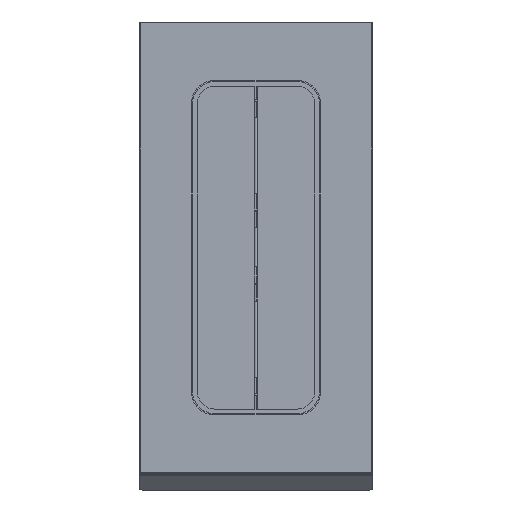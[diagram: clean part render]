
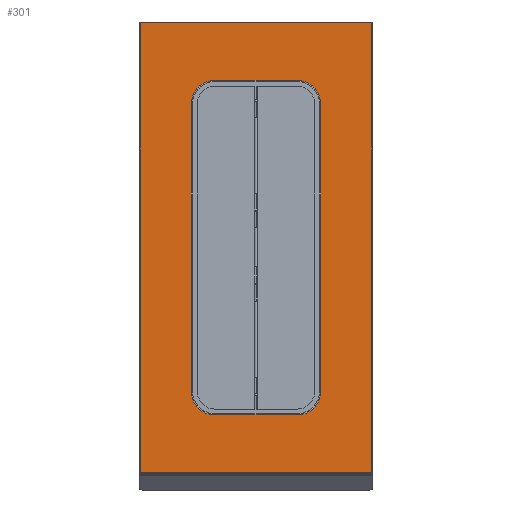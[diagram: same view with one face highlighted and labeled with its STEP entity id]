
A CAD part, left-side view. The second image highlights one B-rep face of the part: STEP entity #301.
In plain terms, the highlighted planar face has unit normal (-1, 0, 0).
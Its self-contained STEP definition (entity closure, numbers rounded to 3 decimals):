
#301=ADVANCED_FACE('',(#740,#741),#742,.T.);
#740=FACE_BOUND('',#1283,.T.);
#741=FACE_OUTER_BOUND('',#1284,.T.);
#742=PLANE('',#1285);
#1283=EDGE_LOOP('',(#2905,#2906,#2907,#2908,#2909,#2910,#2911,#2912));
#1284=EDGE_LOOP('',(#2913,#2914,#2915,#2916));
#1285=AXIS2_PLACEMENT_3D('',#2917,#2918,#2919);
#2905=ORIENTED_EDGE('',*,*,#4247,.T.);
#2906=ORIENTED_EDGE('',*,*,#4245,.T.);
#2907=ORIENTED_EDGE('',*,*,#4243,.T.);
#2908=ORIENTED_EDGE('',*,*,#4241,.T.);
#2909=ORIENTED_EDGE('',*,*,#4239,.T.);
#2910=ORIENTED_EDGE('',*,*,#4237,.T.);
#2911=ORIENTED_EDGE('',*,*,#4235,.T.);
#2912=ORIENTED_EDGE('',*,*,#4233,.T.);
#2913=ORIENTED_EDGE('',*,*,#4248,.F.);
#2914=ORIENTED_EDGE('',*,*,#4043,.F.);
#2915=ORIENTED_EDGE('',*,*,#4046,.F.);
#2916=ORIENTED_EDGE('',*,*,#4039,.F.);
#2917=CARTESIAN_POINT('',(121.0,-10.21,-15.127));
#2918=DIRECTION('',(-1.0,0.0,0.0));
#2919=DIRECTION('',(0.0,-1.0,0.0));
#4039=EDGE_CURVE('',#4974,#4976,#4977,.T.);
#4043=EDGE_CURVE('',#4981,#4983,#4984,.T.);
#4046=EDGE_CURVE('',#4976,#4981,#4987,.T.);
#4233=EDGE_CURVE('',#5307,#5305,#5308,.T.);
#4235=EDGE_CURVE('',#5310,#5307,#5311,.T.);
#4237=EDGE_CURVE('',#5313,#5310,#5314,.T.);
#4239=EDGE_CURVE('',#5316,#5313,#5317,.T.);
#4241=EDGE_CURVE('',#5319,#5316,#5320,.T.);
#4243=EDGE_CURVE('',#5322,#5319,#5323,.T.);
#4245=EDGE_CURVE('',#5325,#5322,#5326,.T.);
#4247=EDGE_CURVE('',#5305,#5325,#5328,.T.);
#4248=EDGE_CURVE('',#4983,#4974,#5329,.T.);
#4974=VERTEX_POINT('',#6409);
#4976=VERTEX_POINT('',#6411);
#4977=LINE('',#6412,#6413);
#4981=VERTEX_POINT('',#6418);
#4983=VERTEX_POINT('',#6420);
#4984=LINE('',#6421,#6422);
#4987=LINE('',#6426,#6427);
#5305=VERTEX_POINT('',#6880);
#5307=VERTEX_POINT('',#6883);
#5308=CIRCLE('',#6884,15.0);
#5310=VERTEX_POINT('',#6887);
#5311=LINE('',#6888,#6889);
#5313=VERTEX_POINT('',#6892);
#5314=CIRCLE('',#6893,15.0);
#5316=VERTEX_POINT('',#6896);
#5317=LINE('',#6897,#6898);
#5319=VERTEX_POINT('',#6901);
#5320=CIRCLE('',#6902,15.0);
#5322=VERTEX_POINT('',#6905);
#5323=LINE('',#6906,#6907);
#5325=VERTEX_POINT('',#6910);
#5326=CIRCLE('',#6911,15.0);
#5328=LINE('',#6914,#6915);
#5329=LINE('',#6916,#6917);
#6409=CARTESIAN_POINT('',(121.0,74.5,-144.5));
#6411=CARTESIAN_POINT('',(121.0,74.5,144.5));
#6412=CARTESIAN_POINT('',(121.0,74.5,-81.512));
#6413=VECTOR('',#8052,1.0);
#6418=CARTESIAN_POINT('',(121.0,-74.5,144.5));
#6420=CARTESIAN_POINT('',(121.0,-74.5,-144.5));
#6421=CARTESIAN_POINT('',(121.0,-74.5,-81.512));
#6422=VECTOR('',#8060,1.0);
#6426=CARTESIAN_POINT('',(121.0,32.395,144.5));
#6427=VECTOR('',#8065,1.0);
#6880=CARTESIAN_POINT('',(121.0,-41.5,92.5));
#6883=CARTESIAN_POINT('',(121.0,-26.5,107.5));
#6884=AXIS2_PLACEMENT_3D('',#8352,#8353,#8354);
#6887=CARTESIAN_POINT('',(121.0,26.5,107.5));
#6888=CARTESIAN_POINT('',(121.0,26.5,107.5));
#6889=VECTOR('',#8356,1.0);
#6892=CARTESIAN_POINT('',(121.0,41.5,92.5));
#6893=AXIS2_PLACEMENT_3D('',#8358,#8359,#8360);
#6896=CARTESIAN_POINT('',(121.0,41.5,-92.5));
#6897=CARTESIAN_POINT('',(121.0,41.5,-92.5));
#6898=VECTOR('',#8362,1.0);
#6901=CARTESIAN_POINT('',(121.0,26.5,-107.5));
#6902=AXIS2_PLACEMENT_3D('',#8364,#8365,#8366);
#6905=CARTESIAN_POINT('',(121.0,-26.5,-107.5));
#6906=CARTESIAN_POINT('',(121.0,-26.5,-107.5));
#6907=VECTOR('',#8368,1.0);
#6910=CARTESIAN_POINT('',(121.0,-41.5,-92.5));
#6911=AXIS2_PLACEMENT_3D('',#8370,#8371,#8372);
#6914=CARTESIAN_POINT('',(121.0,-41.5,92.5));
#6915=VECTOR('',#8374,1.0);
#6916=CARTESIAN_POINT('',(121.0,-5.105,-144.5));
#6917=VECTOR('',#8375,1.0);
#8052=DIRECTION('',(0.0,0.0,1.0));
#8060=DIRECTION('',(0.0,0.0,-1.0));
#8065=DIRECTION('',(0.0,-1.0,0.));
#8352=CARTESIAN_POINT('',(121.0,-26.5,92.5));
#8353=DIRECTION('',(1.0,0.0,0.0));
#8354=DIRECTION('',(0.0,-1.0,0.0));
#8356=DIRECTION('',(0.0,-1.0,0.0));
#8358=CARTESIAN_POINT('',(121.0,26.5,92.5));
#8359=DIRECTION('',(1.0,0.0,0.0));
#8360=DIRECTION('',(0.0,-1.0,0.0));
#8362=DIRECTION('',(0.0,0.0,1.0));
#8364=CARTESIAN_POINT('',(121.0,26.5,-92.5));
#8365=DIRECTION('',(1.0,0.0,0.0));
#8366=DIRECTION('',(0.0,-1.0,0.0));
#8368=DIRECTION('',(0.0,1.0,0.));
#8370=CARTESIAN_POINT('',(121.0,-26.5,-92.5));
#8371=DIRECTION('',(1.0,0.0,0.0));
#8372=DIRECTION('',(0.0,-1.0,0.0));
#8374=DIRECTION('',(0.0,0.0,-1.0));
#8375=DIRECTION('',(0.0,1.0,0.0));
